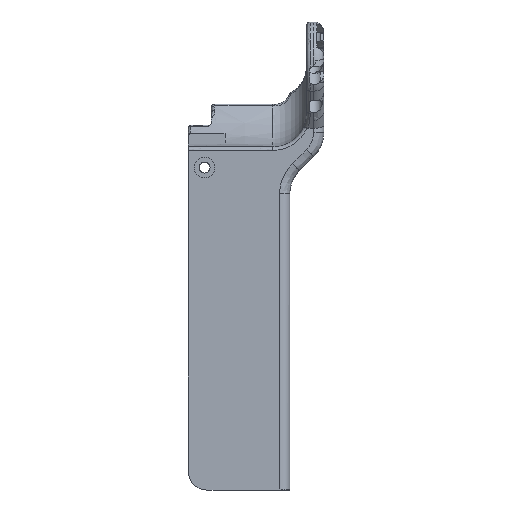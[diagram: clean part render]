
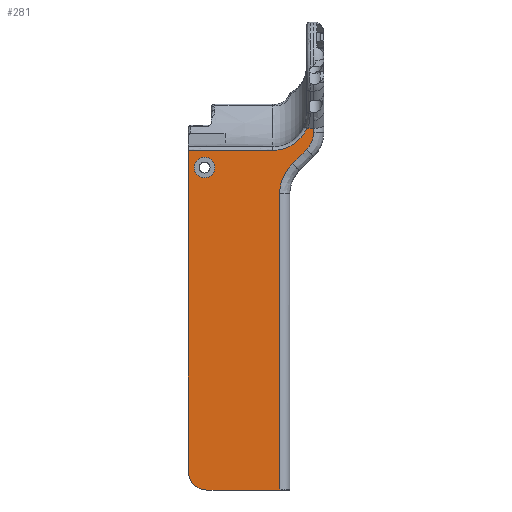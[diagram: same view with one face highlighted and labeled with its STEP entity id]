
A CAD part, left-side view. The second image highlights one B-rep face of the part: STEP entity #281.
In plain terms, the highlighted planar face has unit normal (-1, 0, 0).
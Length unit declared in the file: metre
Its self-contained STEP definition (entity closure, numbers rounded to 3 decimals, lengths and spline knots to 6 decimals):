
#281 = ADVANCED_FACE( '', ( #770, #771 ), #772, .T. );
#770 = FACE_OUTER_BOUND( '', #1516, .T. );
#771 = FACE_BOUND( '', #1517, .T. );
#772 = PLANE( '', #1518 );
#1516 = EDGE_LOOP( '', ( #4085, #4086, #4087, #4088, #4089, #4090, #4091, #4092, #4093, #4094, #4095, #4096, #4097 ) );
#1517 = EDGE_LOOP( '', ( #4098 ) );
#1518 = AXIS2_PLACEMENT_3D( '', #4099, #4100, #4101 );
#4085 = ORIENTED_EDGE( '', *, *, #6071, .F. );
#4086 = ORIENTED_EDGE( '', *, *, #6117, .T. );
#4087 = ORIENTED_EDGE( '', *, *, #6118, .F. );
#4088 = ORIENTED_EDGE( '', *, *, #6062, .F. );
#4089 = ORIENTED_EDGE( '', *, *, #6119, .F. );
#4090 = ORIENTED_EDGE( '', *, *, #6120, .F. );
#4091 = ORIENTED_EDGE( '', *, *, #6121, .F. );
#4092 = ORIENTED_EDGE( '', *, *, #6122, .T. );
#4093 = ORIENTED_EDGE( '', *, *, #6123, .F. );
#4094 = ORIENTED_EDGE( '', *, *, #6124, .F. );
#4095 = ORIENTED_EDGE( '', *, *, #6125, .F. );
#4096 = ORIENTED_EDGE( '', *, *, #6126, .F. );
#4097 = ORIENTED_EDGE( '', *, *, #6127, .T. );
#4098 = ORIENTED_EDGE( '', *, *, #6101, .T. );
#4099 = CARTESIAN_POINT( '', ( -0.05, 0.0568, 0.812769 ) );
#4100 = DIRECTION( '', ( -1., 0., 0. ) );
#4101 = DIRECTION( '', ( 0., 0., 1. ) );
#6062 = EDGE_CURVE( '', #6937, #6939, #6940, .T. );
#6071 = EDGE_CURVE( '', #6954, #6955, #6956, .T. );
#6101 = EDGE_CURVE( '', #7007, #7007, #7008, .T. );
#6117 = EDGE_CURVE( '', #6954, #7036, #7037, .T. );
#6118 = EDGE_CURVE( '', #6939, #7036, #7038, .T. );
#6119 = EDGE_CURVE( '', #7039, #6937, #7040, .T. );
#6120 = EDGE_CURVE( '', #7041, #7039, #7042, .T. );
#6121 = EDGE_CURVE( '', #7043, #7041, #7044, .T. );
#6122 = EDGE_CURVE( '', #7043, #7045, #7046, .T. );
#6123 = EDGE_CURVE( '', #7047, #7045, #7048, .T. );
#6124 = EDGE_CURVE( '', #7049, #7047, #7050, .T. );
#6125 = EDGE_CURVE( '', #7051, #7049, #7052, .T. );
#6126 = EDGE_CURVE( '', #7053, #7051, #7054, .T. );
#6127 = EDGE_CURVE( '', #7053, #6955, #7055, .T. );
#6937 = VERTEX_POINT( '', #8258 );
#6939 = VERTEX_POINT( '', #8264 );
#6940 = B_SPLINE_CURVE_WITH_KNOTS( '', 3, ( #8265, #8266, #8267, #8268, #8269 ), .UNSPECIFIED., .F., .F., ( 4, 1, 4 ), ( -3.36641, -2.946424, -2.386442 ), .UNSPECIFIED. );
#6954 = VERTEX_POINT( '', #8296 );
#6955 = VERTEX_POINT( '', #8297 );
#6956 = CIRCLE( '', #8298, 0.0055 );
#7007 = VERTEX_POINT( '', #8416 );
#7008 = CIRCLE( '', #8417, 0.003 );
#7036 = VERTEX_POINT( '', #8451 );
#7037 = LINE( '', #8452, #8453 );
#7038 = LINE( '', #8454, #8455 );
#7039 = VERTEX_POINT( '', #8456 );
#7040 = CIRCLE( '', #8457, 16.561714 );
#7041 = VERTEX_POINT( '', #8458 );
#7042 = B_SPLINE_CURVE_WITH_KNOTS( '', 3, ( #8459, #8460, #8461, #8462, #8463 ), .UNSPECIFIED., .F., .F., ( 4, 1, 4 ), ( -0.550102, -0.235758, 0. ), .UNSPECIFIED. );
#7043 = VERTEX_POINT( '', #8464 );
#7044 = LINE( '', #8465, #8466 );
#7045 = VERTEX_POINT( '', #8467 );
#7046 = LINE( '', #8468, #8469 );
#7047 = VERTEX_POINT( '', #8470 );
#7048 = B_SPLINE_CURVE_WITH_KNOTS( '', 3, ( #8471, #8472, #8473, #8474, #8475, #8476 ), .UNSPECIFIED., .F., .F., ( 4, 2, 4 ), ( 0.000115, 0.012105, 0.024314 ), .UNSPECIFIED. );
#7049 = VERTEX_POINT( '', #8477 );
#7050 = ELLIPSE( '', #8478, 0.009601, 0.008284 );
#7051 = VERTEX_POINT( '', #8479 );
#7052 = B_SPLINE_CURVE_WITH_KNOTS( '', 3, ( #8480, #8481, #8482, #8483, #8484, #8485, #8486, #8487, #8488, #8489, #8490, #8491, #8492, #8493, #8494, #8495, #8496, #8497, #8498, #8499, #8500, #8501, #8502, #8503 ), .UNSPECIFIED., .F., .F., ( 4, 2, 2, 2, 2, 2, 2, 2, 2, 2, 2, 4 ), ( -6.911736, -6.742691, -6.573184, -6.483406, -6.360258, -6.237308, -6.170751, -6.055073, -5.925945, -5.789221, -5.660271, -5.652496 ), .UNSPECIFIED. );
#7053 = VERTEX_POINT( '', #8504 );
#7054 = LINE( '', #8505, #8506 );
#7055 = LINE( '', #8507, #8508 );
#8258 = CARTESIAN_POINT( '', ( -0.05, 0.026214, 0.795317 ) );
#8264 = CARTESIAN_POINT( '', ( -0.05, 0.03, 0.786527 ) );
#8265 = CARTESIAN_POINT( '', ( -0.05, 0.026214, 0.795317 ) );
#8266 = CARTESIAN_POINT( '', ( -0.05, 0.027201, 0.794325 ) );
#8267 = CARTESIAN_POINT( '', ( -0.05, 0.029129, 0.791634 ) );
#8268 = CARTESIAN_POINT( '', ( -0.05, 0.029943, 0.788393 ) );
#8269 = CARTESIAN_POINT( '', ( -0.05, 0.03, 0.786527 ) );
#8296 = CARTESIAN_POINT( '', ( -0.05, 0.0513, 0.699519 ) );
#8297 = CARTESIAN_POINT( '', ( -0.05, 0.0568, 0.705019 ) );
#8298 = AXIS2_PLACEMENT_3D( '', #11560, #11561, #11562 );
#8416 = CARTESIAN_POINT( '', ( -0.05, 0.055, 0.79418 ) );
#8417 = AXIS2_PLACEMENT_3D( '', #11606, #11607, #11608 );
#8451 = CARTESIAN_POINT( '', ( -0.05, 0.03, 0.699519 ) );
#8452 = CARTESIAN_POINT( '', ( -0.05, 0.0568, 0.699519 ) );
#8453 = VECTOR( '', #11633, 1. );
#8454 = CARTESIAN_POINT( '', ( -0.05, 0.03, 0.797758 ) );
#8455 = VECTOR( '', #11634, 1. );
#8456 = CARTESIAN_POINT( '', ( -0.05, 0.022042, 0.799512 ) );
#8457 = AXIS2_PLACEMENT_3D( '', #11635, #11636, #11637 );
#8458 = CARTESIAN_POINT( '', ( -0.05, 0.02, 0.80447 ) );
#8459 = CARTESIAN_POINT( '', ( -0.05, 0.02, 0.80447 ) );
#8460 = CARTESIAN_POINT( '', ( -0.05, 0.02, 0.803422 ) );
#8461 = CARTESIAN_POINT( '', ( -0.05, 0.020416, 0.801589 ) );
#8462 = CARTESIAN_POINT( '', ( -0.05, 0.021488, 0.800069 ) );
#8463 = CARTESIAN_POINT( '', ( -0.05, 0.022042, 0.799512 ) );
#8464 = CARTESIAN_POINT( '', ( -0.05, 0.02, 0.805684 ) );
#8465 = CARTESIAN_POINT( '', ( -0.05, 0.02, 0.809888 ) );
#8466 = VECTOR( '', #11638, 1. );
#8467 = CARTESIAN_POINT( '', ( -0.05, 0.021728, 0.805684 ) );
#8468 = CARTESIAN_POINT( '', ( -0.05, 0.017, 0.805684 ) );
#8469 = VECTOR( '', #11639, 1. );
#8470 = CARTESIAN_POINT( '', ( -0.05, 0.021963, 0.805732 ) );
#8471 = CARTESIAN_POINT( '', ( -0.05, 0.021963, 0.805732 ) );
#8472 = CARTESIAN_POINT( '', ( -0.05, 0.021926, 0.805716 ) );
#8473 = CARTESIAN_POINT( '', ( -0.05, 0.021888, 0.805704 ) );
#8474 = CARTESIAN_POINT( '', ( -0.05, 0.021809, 0.805688 ) );
#8475 = CARTESIAN_POINT( '', ( -0.05, 0.021769, 0.805684 ) );
#8476 = CARTESIAN_POINT( '', ( -0.05, 0.021728, 0.805684 ) );
#8477 = CARTESIAN_POINT( '', ( -0.05, 0.021984, 0.805685 ) );
#8478 = AXIS2_PLACEMENT_3D( '', #11640, #11641, #11642 );
#8479 = CARTESIAN_POINT( '', ( -0.05, 0.032003, 0.799232 ) );
#8480 = CARTESIAN_POINT( '', ( -0.05, 0.032003, 0.799232 ) );
#8481 = CARTESIAN_POINT( '', ( -0.05, 0.031439, 0.799232 ) );
#8482 = CARTESIAN_POINT( '', ( -0.05, 0.030876, 0.799277 ) );
#8483 = CARTESIAN_POINT( '', ( -0.05, 0.029762, 0.799453 ) );
#8484 = CARTESIAN_POINT( '', ( -0.05, 0.029211, 0.799583 ) );
#8485 = CARTESIAN_POINT( '', ( -0.05, 0.028387, 0.799846 ) );
#8486 = CARTESIAN_POINT( '', ( -0.05, 0.028106, 0.799948 ) );
#8487 = CARTESIAN_POINT( '', ( -0.05, 0.027449, 0.800217 ) );
#8488 = CARTESIAN_POINT( '', ( -0.05, 0.027078, 0.800393 ) );
#8489 = CARTESIAN_POINT( '', ( -0.05, 0.026358, 0.800785 ) );
#8490 = CARTESIAN_POINT( '', ( -0.05, 0.026009, 0.801001 ) );
#8491 = CARTESIAN_POINT( '', ( -0.05, 0.025491, 0.801363 ) );
#8492 = CARTESIAN_POINT( '', ( -0.05, 0.025314, 0.801496 ) );
#8493 = CARTESIAN_POINT( '', ( -0.05, 0.024839, 0.801874 ) );
#8494 = CARTESIAN_POINT( '', ( -0.05, 0.02455, 0.802131 ) );
#8495 = CARTESIAN_POINT( '', ( -0.05, 0.023969, 0.802704 ) );
#8496 = CARTESIAN_POINT( '', ( -0.05, 0.023681, 0.803025 ) );
#8497 = CARTESIAN_POINT( '', ( -0.05, 0.023128, 0.803717 ) );
#8498 = CARTESIAN_POINT( '', ( -0.05, 0.022865, 0.80409 ) );
#8499 = CARTESIAN_POINT( '', ( -0.05, 0.022401, 0.804845 ) );
#8500 = CARTESIAN_POINT( '', ( -0.05, 0.022197, 0.805224 ) );
#8501 = CARTESIAN_POINT( '', ( -0.05, 0.022006, 0.805637 ) );
#8502 = CARTESIAN_POINT( '', ( -0.05, 0.021995, 0.805661 ) );
#8503 = CARTESIAN_POINT( '', ( -0.05, 0.021984, 0.805685 ) );
#8504 = CARTESIAN_POINT( '', ( -0.05, 0.0568, 0.799238 ) );
#8505 = CARTESIAN_POINT( '', ( -0.05, 0.0568, 0.799238 ) );
#8506 = VECTOR( '', #11643, 1. );
#8507 = CARTESIAN_POINT( '', ( -0.05, 0.0568, 0.775959 ) );
#8508 = VECTOR( '', #11644, 1. );
#11560 = CARTESIAN_POINT( '', ( -0.05, 0.0513, 0.705019 ) );
#11561 = DIRECTION( '', ( 1., 0., 0. ) );
#11562 = DIRECTION( '', ( 0., 0.707, -0.707 ) );
#11606 = CARTESIAN_POINT( '', ( -0.05, 0.052, 0.79418 ) );
#11607 = DIRECTION( '', ( 1., 0., 0. ) );
#11608 = DIRECTION( '', ( 0., 1., 0. ) );
#11633 = DIRECTION( '', ( 0., -1., 0. ) );
#11634 = DIRECTION( '', ( 0., 0., -1. ) );
#11635 = CARTESIAN_POINT( '', ( -0.05, 11.767659, 12.475592 ) );
#11636 = DIRECTION( '', ( 1., 0., 0. ) );
#11637 = DIRECTION( '', ( 0., -0.709, -0.705 ) );
#11638 = DIRECTION( '', ( 0., 0., -1. ) );
#11639 = DIRECTION( '', ( 0., 1., 0. ) );
#11640 = CARTESIAN_POINT( '', ( -0.05, 0.029827, 0.808606 ) );
#11641 = DIRECTION( '', ( -1., 0., 0. ) );
#11642 = DIRECTION( '', ( 0., 0.598, -0.801 ) );
#11643 = DIRECTION( '', ( 0., -1., 0. ) );
#11644 = DIRECTION( '', ( 0., 0., -1. ) );
